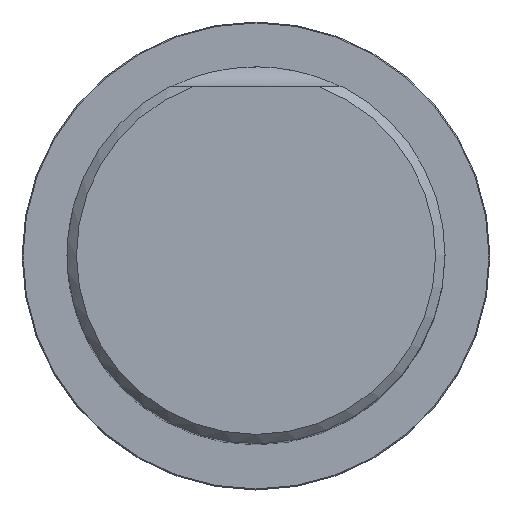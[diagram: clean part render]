
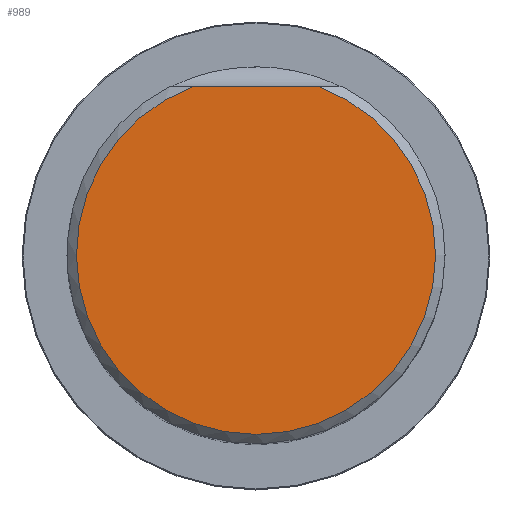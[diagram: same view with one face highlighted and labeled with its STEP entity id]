
A CAD part, top view. The second image highlights one B-rep face of the part: STEP entity #989.
In plain terms, the highlighted planar face has unit normal (0, 0, 1).
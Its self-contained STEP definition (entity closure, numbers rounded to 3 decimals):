
#204=PLANE('',#5016);
#435=LINE('',#7236,#690);
#690=VECTOR('',#5638,1.);
#989=ADVANCED_FACE('CU_SU_1',(#1321),#204,.T.);
#1321=FACE_OUTER_BOUND('',#1561,.T.);
#1561=EDGE_LOOP('',(#2281,#2282));
#1988=CIRCLE('',#5015,18.996);
#2281=ORIENTED_EDGE('',*,*,#4060,.F.);
#2282=ORIENTED_EDGE('',*,*,#4061,.F.);
#3572=VERTEX_POINT('',#7234);
#3573=VERTEX_POINT('',#7235);
#4060=EDGE_CURVE('',#3572,#3573,#1988,.T.);
#4061=EDGE_CURVE('',#3573,#3572,#435,.T.);
#5015=AXIS2_PLACEMENT_3D('',#7233,#5636,#5637);
#5016=AXIS2_PLACEMENT_3D('',#7237,#5639,#5640);
#5636=DIRECTION('',(0.,0.,-1.));
#5637=DIRECTION('',(1.,0.,0.));
#5638=DIRECTION('',(1.,0.,0.));
#5639=DIRECTION('',(0.,0.,1.));
#5640=DIRECTION('',(1.,0.,0.));
#7233=CARTESIAN_POINT('',(0.,0.,70.));
#7234=CARTESIAN_POINT('',(6.623,17.804,70.));
#7235=CARTESIAN_POINT('',(-6.623,17.804,70.));
#7236=CARTESIAN_POINT('',(-50.,17.804,70.));
#7237=CARTESIAN_POINT('',(0.,0.,70.));
